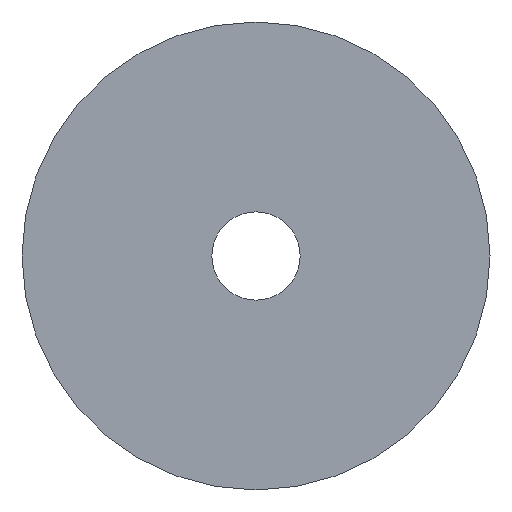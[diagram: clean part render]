
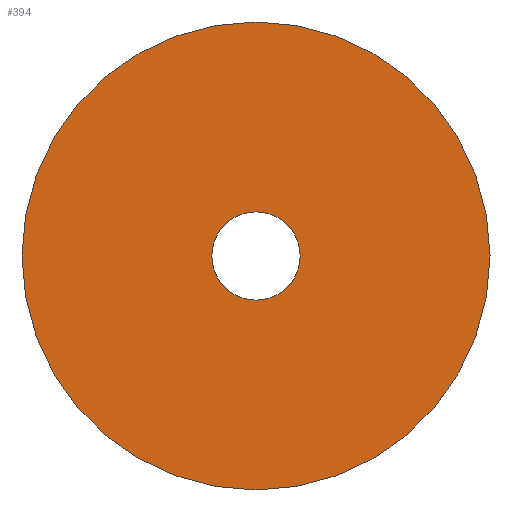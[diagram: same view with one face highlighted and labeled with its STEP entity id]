
A CAD part, front view. The second image highlights one B-rep face of the part: STEP entity #394.
In plain terms, the highlighted planar face has unit normal (0, -1, 0).
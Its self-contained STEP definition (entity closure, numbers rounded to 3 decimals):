
#10 = CARTESIAN_POINT ( 'NONE',  ( 4., 0., 0. ) ) ;
#16 = ORIENTED_EDGE ( 'NONE', *, *, #347, .F. ) ;
#22 = CARTESIAN_POINT ( 'NONE',  ( 0., 0., 0. ) ) ;
#32 = EDGE_CURVE ( 'NONE', #236, #186, #73, .T. ) ;
#38 = VERTEX_POINT ( 'NONE', #356 ) ;
#43 = EDGE_CURVE ( 'NONE', #38, #371, #142, .T. ) ;
#60 = CARTESIAN_POINT ( 'NONE',  ( -4., 0., 0. ) ) ;
#73 = CIRCLE ( 'NONE', #138, 4. ) ;
#86 = EDGE_LOOP ( 'NONE', ( #337, #126 ) ) ;
#89 = DIRECTION ( 'NONE',  ( -1., 0., 0. ) ) ;
#107 = EDGE_LOOP ( 'NONE', ( #16, #190 ) ) ;
#121 = AXIS2_PLACEMENT_3D ( 'NONE', #336, #293, #370 ) ;
#126 = ORIENTED_EDGE ( 'NONE', *, *, #167, .T. ) ;
#132 = DIRECTION ( 'NONE',  ( -1., 0., 0. ) ) ;
#134 = CARTESIAN_POINT ( 'NONE',  ( 0., 0., 0. ) ) ;
#138 = AXIS2_PLACEMENT_3D ( 'NONE', #432, #425, #451 ) ;
#142 = CIRCLE ( 'NONE', #375, 21.2 ) ;
#146 = CARTESIAN_POINT ( 'NONE',  ( -4., 0., 0. ) ) ;
#167 = EDGE_CURVE ( 'NONE', #186, #236, #417, .T. ) ;
#186 = VERTEX_POINT ( 'NONE', #10 ) ;
#190 = ORIENTED_EDGE ( 'NONE', *, *, #43, .F. ) ;
#196 = AXIS2_PLACEMENT_3D ( 'NONE', #22, #269, #89 ) ;
#212 = CIRCLE ( 'NONE', #196, 21.2 ) ;
#236 = VERTEX_POINT ( 'NONE', #146 ) ;
#237 = FACE_BOUND ( 'NONE', #86, .T. ) ;
#251 = DIRECTION ( 'NONE',  ( 0., 1., 0. ) ) ;
#269 = DIRECTION ( 'NONE',  ( 0., 1., 0. ) ) ;
#274 = DIRECTION ( 'NONE',  ( 0., -1., 0. ) ) ;
#293 = DIRECTION ( 'NONE',  ( 0., 1., 0. ) ) ;
#308 = CARTESIAN_POINT ( 'NONE',  ( -21.2, 0., 0. ) ) ;
#336 = CARTESIAN_POINT ( 'NONE',  ( 0., 0., 0. ) ) ;
#337 = ORIENTED_EDGE ( 'NONE', *, *, #32, .T. ) ;
#347 = EDGE_CURVE ( 'NONE', #371, #38, #212, .T. ) ;
#356 = CARTESIAN_POINT ( 'NONE',  ( 21.2, 0., 0. ) ) ;
#362 = AXIS2_PLACEMENT_3D ( 'NONE', #60, #274, #381 ) ;
#370 = DIRECTION ( 'NONE',  ( -1., 0., 0. ) ) ;
#371 = VERTEX_POINT ( 'NONE', #308 ) ;
#375 = AXIS2_PLACEMENT_3D ( 'NONE', #134, #251, #132 ) ;
#381 = DIRECTION ( 'NONE',  ( 1., 0., 0. ) ) ;
#394 = ADVANCED_FACE ( 'NONE', ( #237, #447 ), #416, .T. ) ;
#416 = PLANE ( 'NONE',  #362 ) ;
#417 = CIRCLE ( 'NONE', #121, 4. ) ;
#425 = DIRECTION ( 'NONE',  ( 0., 1., 0. ) ) ;
#432 = CARTESIAN_POINT ( 'NONE',  ( 0., 0., 0. ) ) ;
#447 = FACE_OUTER_BOUND ( 'NONE', #107, .T. ) ;
#451 = DIRECTION ( 'NONE',  ( -1., 0., 0. ) ) ;
